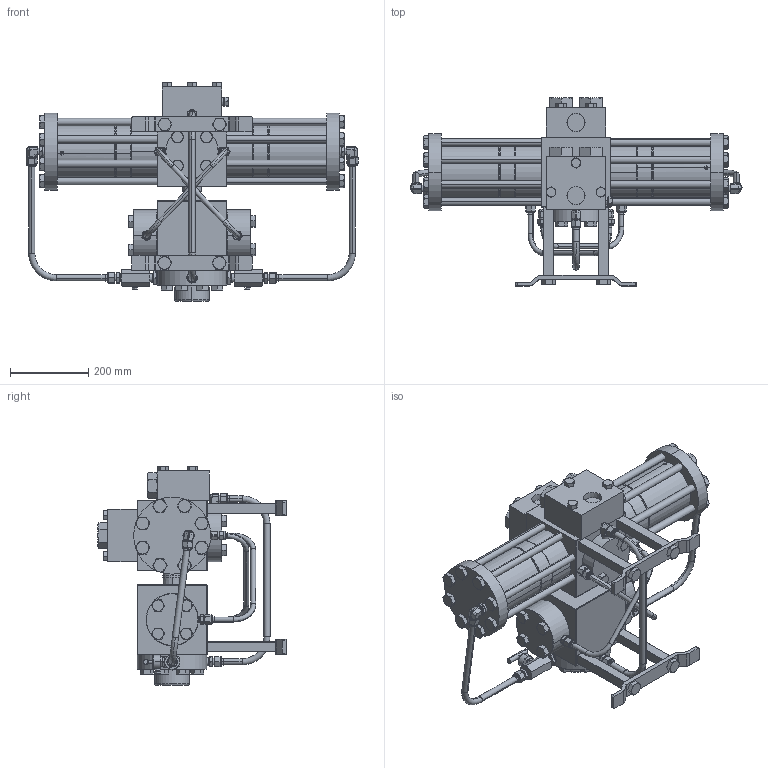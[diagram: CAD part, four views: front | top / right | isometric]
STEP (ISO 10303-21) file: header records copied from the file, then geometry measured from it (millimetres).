
FILE_DESCRIPTION (( 'STEP AP203' ), '1' );
FILE_NAME ('20020 SC GLYCOL PUMP (GAK).STEP', '2016-11-23T14:23:54', ( 'PCTech' ), ( 'Microsoft' ), 'SwSTEP 2.0', 'SolidWorks 2016', '' );
FILE_SCHEMA (( 'CONFIG_CONTROL_DESIGN' ));
Length unit declared in the file: inch
Products named in the file (1): 20020 SC GLYCOL PUMP (GAK)
Bounding box: 847.69 x 480.45 x 559.13 mm (x, y, z)
Volume: 33123431.9 mm3; surface area: 2405320 mm2
Topology: 132 solids, 132 shells, 3286 faces, 7015 edges, 4070 vertices
Faces by surface type: plane 1351, cone 902, cylinder 604, bspline 181, torus 178, sphere 70
Entity records: 100994 total; most frequent: CARTESIAN_POINT 32949, DIRECTION 14030, ORIENTED_EDGE 13922, EDGE_CURVE 6961, AXIS2_PLACEMENT_3D 5619, VERTEX_POINT 4070, EDGE_LOOP 3449, ADVANCED_FACE 3286
